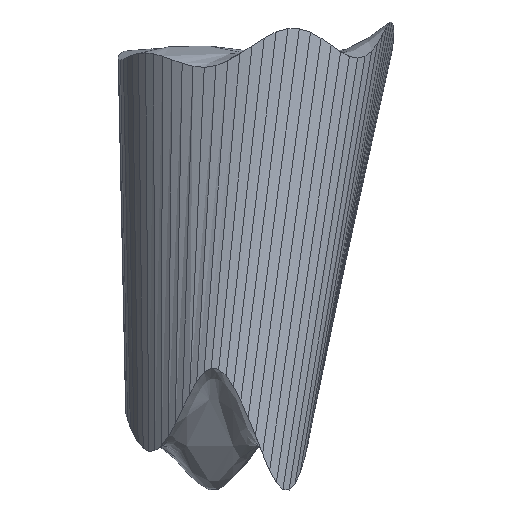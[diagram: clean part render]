
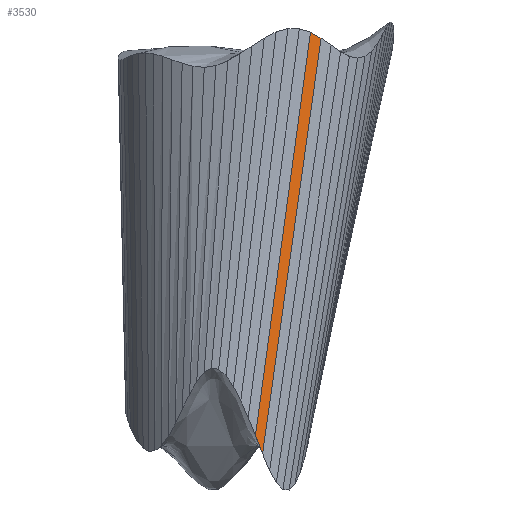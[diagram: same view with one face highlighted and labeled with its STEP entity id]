
A CAD part, front view. The second image highlights one B-rep face of the part: STEP entity #3530.
In plain terms, the highlighted free-form (B-spline) face has degree [1, 1] with [2, 2] control points.
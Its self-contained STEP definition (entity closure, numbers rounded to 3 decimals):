
#3445 = B_SPLINE_SURFACE_WITH_KNOTS('',1,1,(
    (#3446,#3447)
    ,(#3448,#3449
    )),.UNSPECIFIED.,.F.,.F.,.F.,(2,2),(2,2),(0.,2.528),(0.,1.)
  ,.PIECEWISE_BEZIER_KNOTS.);
#3446 = CARTESIAN_POINT('',(4.968,-13.535,3.463
    ));
#3447 = CARTESIAN_POINT('',(11.501,-12.255,
    53.1));
#3448 = CARTESIAN_POINT('',(5.895,-13.168,1.139)
  );
#3449 = CARTESIAN_POINT('',(12.914,-11.814,
    52.649));
#3475 = VERTEX_POINT('',#3476);
#3476 = CARTESIAN_POINT('',(5.895,-13.168,1.139)
  );
#3490 = EDGE_CURVE('',#3475,#3491,#3493,.T.);
#3491 = VERTEX_POINT('',#3492);
#3492 = CARTESIAN_POINT('',(12.914,-11.814,
    52.649));
#3493 = SURFACE_CURVE('',#3494,(#3497,#3504),.PCURVE_S1.);
#3494 = B_SPLINE_CURVE_WITH_KNOTS('',1,(#3495,#3496),.UNSPECIFIED.,.F.,
  .F.,(2,2),(0.,1.),.PIECEWISE_BEZIER_KNOTS.);
#3495 = CARTESIAN_POINT('',(5.895,-13.168,1.139)
  );
#3496 = CARTESIAN_POINT('',(12.914,-11.814,
    52.649));
#3497 = PCURVE('',#3445,#3498);
#3498 = DEFINITIONAL_REPRESENTATION('',(#3499),#3503);
#3499 = LINE('',#3500,#3501);
#3500 = CARTESIAN_POINT('',(2.528,0.));
#3501 = VECTOR('',#3502,1.);
#3502 = DIRECTION('',(0.,1.));
#3503 = ( GEOMETRIC_REPRESENTATION_CONTEXT(2) 
PARAMETRIC_REPRESENTATION_CONTEXT() REPRESENTATION_CONTEXT('2D SPACE',''
  ) );
#3504 = PCURVE('',#3505,#3510);
#3505 = B_SPLINE_SURFACE_WITH_KNOTS('',1,1,(
    (#3506,#3507)
    ,(#3508,#3509
    )),.UNSPECIFIED.,.F.,.F.,.F.,(2,2),(2,2),(0.,2.522),(0.,1.)
  ,.PIECEWISE_BEZIER_KNOTS.);
#3506 = CARTESIAN_POINT('',(5.895,-13.168,1.139)
  );
#3507 = CARTESIAN_POINT('',(12.914,-11.814,
    52.649));
#3508 = CARTESIAN_POINT('',(6.807,-12.702,
    -1.165));
#3509 = CARTESIAN_POINT('',(14.267,-11.253,
    51.892));
#3510 = DEFINITIONAL_REPRESENTATION('',(#3511),#3515);
#3511 = LINE('',#3512,#3513);
#3512 = CARTESIAN_POINT('',(0.,0.));
#3513 = VECTOR('',#3514,1.);
#3514 = DIRECTION('',(0.,1.));
#3515 = ( GEOMETRIC_REPRESENTATION_CONTEXT(2) 
PARAMETRIC_REPRESENTATION_CONTEXT() REPRESENTATION_CONTEXT('2D SPACE',''
  ) );
#3530 = ADVANCED_FACE('',(#3531),#3505,.T.);
#3531 = FACE_BOUND('',#3532,.T.);
#3532 = EDGE_LOOP('',(#3533,#3549,#3576,#3589));
#3533 = ORIENTED_EDGE('',*,*,#3534,.T.);
#3534 = EDGE_CURVE('',#3475,#3535,#3537,.T.);
#3535 = VERTEX_POINT('',#3536);
#3536 = CARTESIAN_POINT('',(6.807,-12.702,
    -1.165));
#3537 = SURFACE_CURVE('',#3538,(#3542),.PCURVE_S1.);
#3538 = LINE('',#3539,#3540);
#3539 = CARTESIAN_POINT('',(5.895,-13.168,1.139)
  );
#3540 = VECTOR('',#3541,1.);
#3541 = DIRECTION('',(0.362,0.185,-0.914));
#3542 = PCURVE('',#3505,#3543);
#3543 = DEFINITIONAL_REPRESENTATION('',(#3544),#3548);
#3544 = LINE('',#3545,#3546);
#3545 = CARTESIAN_POINT('',(0.,0.));
#3546 = VECTOR('',#3547,1.);
#3547 = DIRECTION('',(1.,0.));
#3548 = ( GEOMETRIC_REPRESENTATION_CONTEXT(2) 
PARAMETRIC_REPRESENTATION_CONTEXT() REPRESENTATION_CONTEXT('2D SPACE',''
  ) );
#3549 = ORIENTED_EDGE('',*,*,#3550,.T.);
#3550 = EDGE_CURVE('',#3535,#3551,#3553,.T.);
#3551 = VERTEX_POINT('',#3552);
#3552 = CARTESIAN_POINT('',(14.267,-11.253,
    51.892));
#3553 = SURFACE_CURVE('',#3554,(#3557,#3564),.PCURVE_S1.);
#3554 = B_SPLINE_CURVE_WITH_KNOTS('',1,(#3555,#3556),.UNSPECIFIED.,.F.,
  .F.,(2,2),(0.,1.),.PIECEWISE_BEZIER_KNOTS.);
#3555 = CARTESIAN_POINT('',(6.807,-12.702,
    -1.165));
#3556 = CARTESIAN_POINT('',(14.267,-11.253,
    51.892));
#3557 = PCURVE('',#3505,#3558);
#3558 = DEFINITIONAL_REPRESENTATION('',(#3559),#3563);
#3559 = LINE('',#3560,#3561);
#3560 = CARTESIAN_POINT('',(2.522,0.));
#3561 = VECTOR('',#3562,1.);
#3562 = DIRECTION('',(0.,1.));
#3563 = ( GEOMETRIC_REPRESENTATION_CONTEXT(2) 
PARAMETRIC_REPRESENTATION_CONTEXT() REPRESENTATION_CONTEXT('2D SPACE',''
  ) );
#3564 = PCURVE('',#3565,#3570);
#3565 = B_SPLINE_SURFACE_WITH_KNOTS('',1,1,(
    (#3566,#3567)
    ,(#3568,#3569
    )),.UNSPECIFIED.,.F.,.F.,.F.,(2,2),(2,2),(0.,2.311),(0.,1.)
  ,.PIECEWISE_BEZIER_KNOTS.);
#3566 = CARTESIAN_POINT('',(6.807,-12.702,
    -1.165));
#3567 = CARTESIAN_POINT('',(14.267,-11.253,
    51.892));
#3568 = CARTESIAN_POINT('',(7.7,-12.139,-3.221)
  );
#3569 = CARTESIAN_POINT('',(15.553,-10.574,
    50.997));
#3570 = DEFINITIONAL_REPRESENTATION('',(#3571),#3575);
#3571 = LINE('',#3572,#3573);
#3572 = CARTESIAN_POINT('',(0.,0.));
#3573 = VECTOR('',#3574,1.);
#3574 = DIRECTION('',(0.,1.));
#3575 = ( GEOMETRIC_REPRESENTATION_CONTEXT(2) 
PARAMETRIC_REPRESENTATION_CONTEXT() REPRESENTATION_CONTEXT('2D SPACE',''
  ) );
#3576 = ORIENTED_EDGE('',*,*,#3577,.F.);
#3577 = EDGE_CURVE('',#3491,#3551,#3578,.T.);
#3578 = SURFACE_CURVE('',#3579,(#3583),.PCURVE_S1.);
#3579 = LINE('',#3580,#3581);
#3580 = CARTESIAN_POINT('',(12.914,-11.814,
    52.649));
#3581 = VECTOR('',#3582,1.);
#3582 = DIRECTION('',(0.821,0.341,-0.459));
#3583 = PCURVE('',#3505,#3584);
#3584 = DEFINITIONAL_REPRESENTATION('',(#3585),#3588);
#3585 = B_SPLINE_CURVE_WITH_KNOTS('',1,(#3586,#3587),.UNSPECIFIED.,.F.,
  .F.,(2,2),(0.,1.649),.PIECEWISE_BEZIER_KNOTS.);
#3586 = CARTESIAN_POINT('',(0.,1.));
#3587 = CARTESIAN_POINT('',(2.522,1.));
#3588 = ( GEOMETRIC_REPRESENTATION_CONTEXT(2) 
PARAMETRIC_REPRESENTATION_CONTEXT() REPRESENTATION_CONTEXT('2D SPACE',''
  ) );
#3589 = ORIENTED_EDGE('',*,*,#3490,.F.);
